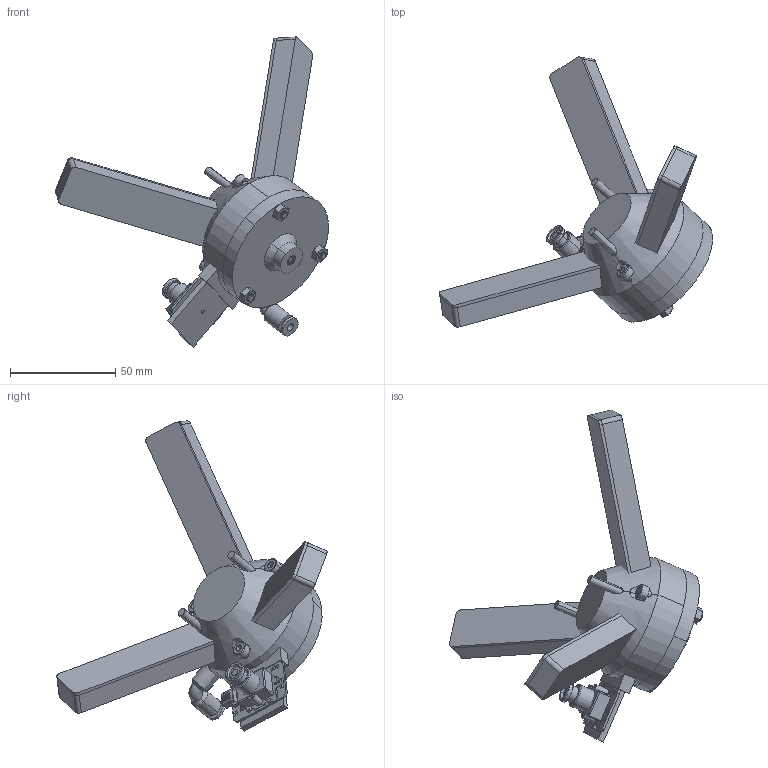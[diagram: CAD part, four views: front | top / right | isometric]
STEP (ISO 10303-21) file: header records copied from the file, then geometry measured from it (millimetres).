
FILE_DESCRIPTION (( 'STEP AP214' ), '1' );
FILE_NAME ('SKHVAT.STEP', '2022-05-03T16:35:10', ( '' ), ( '' ), 'SwSTEP 2.0', 'SolidWorks 2020', '' );
FILE_SCHEMA (( 'AUTOMOTIVE_DESIGN' ));
Length unit declared in the file: millimetre
Products named in the file (13): ﾘ; Lowe; Assembly2; SKHVAT; Upper; M4x3.3mm Hex Nut (FIX-M4).step; Tkan''; O4 x M5 COTOVELO 90° MACHO GIRAT. (C02470405); DIN_912-M4x30.stp; Shupal''ze22; Camera
Assembly tree (21 placements, depth 3):
  SKHVAT
    Lowe
    Assembly2
      Shupal''ze22
      Tkan''
    Assembly2
      Shupal''ze22
      Tkan''
    Assembly2
      Shupal''ze22
      Tkan''
    Upper
    O4 x M5 COTOVELO 90° MACHO GIRAT. (C02470405)
    DIN_912-M4x30.stp  x3
    M4x3.3mm Hex Nut (FIX-M4).step  x3
    ﾘ  x2
    Camera
Bounding box: 129.55 x 128.27 x 147.06 mm (x, y, z)
Volume: 128458.2 mm3; surface area: 62883.8 mm2
Topology: 21 solids, 22 shells, 951 faces, 2446 edges, 1556 vertices
Faces by surface type: plane 596, cylinder 200, cone 76, bspline 45, torus 22, sphere 12
Entity records: 23626 total; most frequent: CARTESIAN_POINT 5979, ORIENTED_EDGE 3204, DIRECTION 2990, EDGE_CURVE 1602, LINE 1100, VECTOR 1100, VERTEX_POINT 1032, AXIS2_PLACEMENT_3D 945
